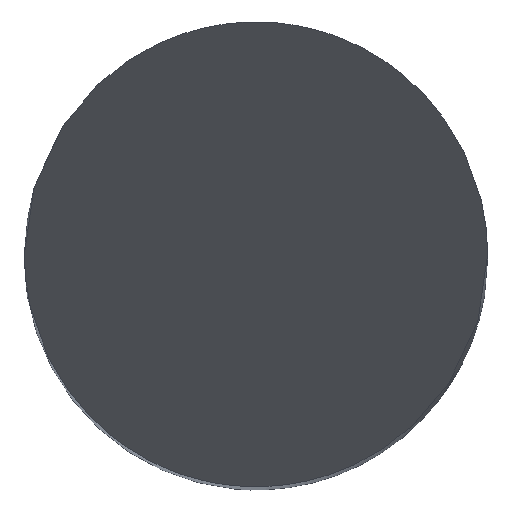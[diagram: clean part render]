
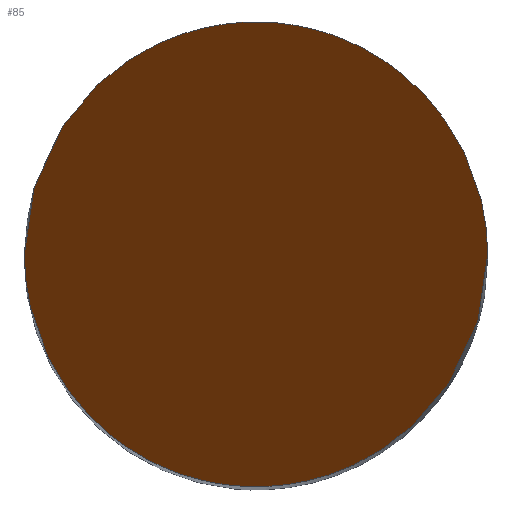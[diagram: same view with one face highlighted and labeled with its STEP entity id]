
A CAD part, top view. The second image highlights one B-rep face of the part: STEP entity #85.
In plain terms, the highlighted planar face has unit normal (0, -0.866, 0.5).
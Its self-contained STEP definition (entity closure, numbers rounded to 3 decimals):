
#85=ADVANCED_FACE('',(#130),#108,.F.);
#108=PLANE('',#636);
#130=FACE_OUTER_BOUND('',#163,.T.);
#163=EDGE_LOOP('',(#302,#303));
#302=ORIENTED_EDGE('',*,*,#482,.F.);
#303=ORIENTED_EDGE('',*,*,#464,.F.);
#407=VERTEX_POINT('',#1114);
#408=VERTEX_POINT('',#1119);
#464=EDGE_CURVE('',#407,#408,#579,.T.);
#482=EDGE_CURVE('',#408,#407,#582,.T.);
#579=(
BOUNDED_CURVE()
B_SPLINE_CURVE(3,(#1115,#1116,#1117,#1118),.UNSPECIFIED.,.F.,.F.)
B_SPLINE_CURVE_WITH_KNOTS((4,4),(0.,1.),.UNSPECIFIED.)
CURVE()
GEOMETRIC_REPRESENTATION_ITEM()
RATIONAL_B_SPLINE_CURVE((1.,0.333,0.333,1.))
REPRESENTATION_ITEM('')
);
#582=(
BOUNDED_CURVE()
B_SPLINE_CURVE(3,(#1204,#1205,#1206,#1207),.UNSPECIFIED.,.F.,.F.)
B_SPLINE_CURVE_WITH_KNOTS((4,4),(0.,1.),.UNSPECIFIED.)
CURVE()
GEOMETRIC_REPRESENTATION_ITEM()
RATIONAL_B_SPLINE_CURVE((1.,0.333,0.333,1.))
REPRESENTATION_ITEM('')
);
#636=AXIS2_PLACEMENT_3D('',#1261,#707,#708);
#707=DIRECTION('',(0.,0.866,-0.5));
#708=DIRECTION('',(0.,-0.5,-0.866));
#1114=CARTESIAN_POINT('',(-2.,0.,0.));
#1115=CARTESIAN_POINT('',(-2.,0.,0.));
#1116=CARTESIAN_POINT('',(-2.,4.,6.928));
#1117=CARTESIAN_POINT('',(2.,4.,6.928));
#1118=CARTESIAN_POINT('',(2.,0.,0.));
#1119=CARTESIAN_POINT('',(2.,0.,0.));
#1204=CARTESIAN_POINT('',(2.,0.,0.));
#1205=CARTESIAN_POINT('',(2.,-4.,-6.928));
#1206=CARTESIAN_POINT('',(-2.,-4.,-6.928));
#1207=CARTESIAN_POINT('',(-2.,0.,0.));
#1261=CARTESIAN_POINT('',(-2.,2.,3.464));
